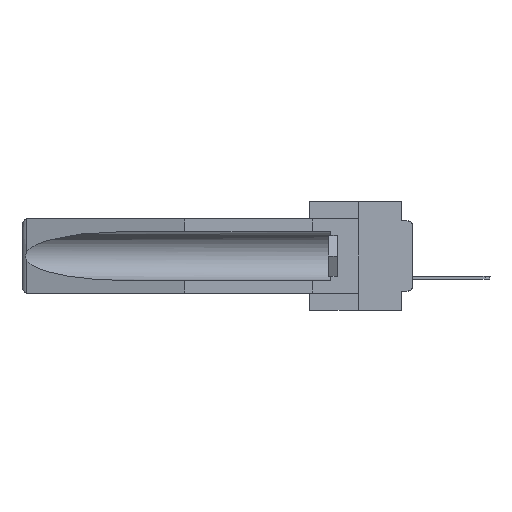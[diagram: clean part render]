
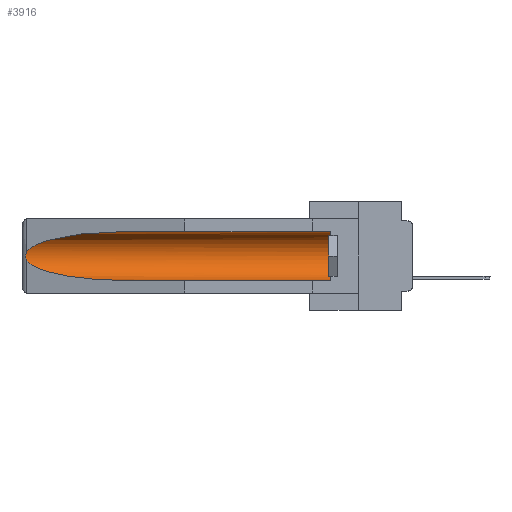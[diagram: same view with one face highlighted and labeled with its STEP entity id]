
A CAD part, left-side view. The second image highlights one B-rep face of the part: STEP entity #3916.
In plain terms, the highlighted cylindrical face has radius 2.857 mm (diameter 5.715 mm), a partial arc.
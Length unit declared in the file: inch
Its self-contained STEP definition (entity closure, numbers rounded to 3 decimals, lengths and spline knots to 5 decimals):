
#71 = CARTESIAN_POINT ( 'NONE',  ( 0.2673, 1.53269, -0.17917 ) ) ;
#175 = CARTESIAN_POINT ( 'NONE',  ( 0.26597, 1.52961, -0.15275 ) ) ;
#409 = VECTOR ( 'NONE', #25750, 39.37008 ) ;
#1114 = CARTESIAN_POINT ( 'NONE',  ( 0.26537, 1.52718, -0.19328 ) ) ;
#1348 = CARTESIAN_POINT ( 'NONE',  ( 0.25451, 1.48313, -0.24835 ) ) ;
#1735 = VERTEX_POINT ( 'NONE', #9360 ) ;
#2483 = CARTESIAN_POINT ( 'NONE',  ( 0.26597, 1.5296, -0.19026 ) ) ;
#2803 = CARTESIAN_POINT ( 'NONE',  ( 0.2675, 1.53308, -0.16763 ) ) ;
#3186 = EDGE_CURVE ( 'NONE', #31749, #25743, #29658, .T. ) ;
#3916 = ADVANCED_FACE ( 'NONE', ( #23817 ), #10757, .F. ) ;
#4071 = EDGE_CURVE ( 'NONE', #21443, #25743, #14031, .T. ) ;
#4329 = CARTESIAN_POINT ( 'NONE',  ( 0.155, 0.126, -0.284 ) ) ;
#5280 = CARTESIAN_POINT ( 'NONE',  ( 0.26654, 1.53092, -0.15636 ) ) ;
#5992 = EDGE_CURVE ( 'NONE', #31749, #30321, #24484, .T. ) ;
#6360 = CARTESIAN_POINT ( 'NONE',  ( 0.21114, 1.30732, -0.284 ) ) ;
#6519 = B_SPLINE_CURVE_WITH_KNOTS ( 'NONE', 3,
 ( #27315, #175, #5280, #15093, #2803, #26996, #71, #17274, #2483, #7431 ),
 .UNSPECIFIED., .F., .F.,
 ( 4, 2, 2, 2, 4 ),
 ( 0., 0.00029, 0.00058, 0.00087, 0.00117 ),
 .UNSPECIFIED. ) ;
#7216 = DIRECTION ( 'NONE',  ( 0., 0., 1. ) ) ;
#7269 = VERTEX_POINT ( 'NONE', #16439 ) ;
#7431 = CARTESIAN_POINT ( 'NONE',  ( 0.26537, 1.52718, -0.19328 ) ) ;
#8355 = ORIENTED_EDGE ( 'NONE', *, *, #22903, .T. ) ;
#9360 = CARTESIAN_POINT ( 'NONE',  ( 0.26537, 1.52718, -0.14972 ) ) ;
#9562 = ORIENTED_EDGE ( 'NONE', *, *, #3186, .F. ) ;
#9895 =( BOUNDED_CURVE ( )  B_SPLINE_CURVE ( 3, ( #29469, #11926, #14419, #17123 ),
 .UNSPECIFIED., .F., .F. ) 
 B_SPLINE_CURVE_WITH_KNOTS ( ( 4, 4 ),
 ( 4.71239, 6.08839 ),
 .UNSPECIFIED. ) 
 CURVE ( )  GEOMETRIC_REPRESENTATION_ITEM ( )  RATIONAL_B_SPLINE_CURVE ( ( 1., 0.848, 0.848, 1. ) ) 
 REPRESENTATION_ITEM ( '' )  );
#10121 = EDGE_CURVE ( 'NONE', #1735, #21443, #6519, .T. ) ;
#10416 = VECTOR ( 'NONE', #20606, 39.37008 ) ;
#10757 = CYLINDRICAL_SURFACE ( 'NONE', #24285, 0.1125 ) ;
#10867 = CARTESIAN_POINT ( 'NONE',  ( 0.155, 0.126, -0.059 ) ) ;
#11926 = CARTESIAN_POINT ( 'NONE',  ( 0.21114, 1.30732, -0.059 ) ) ;
#12421 = DIRECTION ( 'NONE',  ( 0., 1., 0. ) ) ;
#12735 = CARTESIAN_POINT ( 'NONE',  ( 0.155, -0.30754, -0.1715 ) ) ;
#12776 = CARTESIAN_POINT ( 'NONE',  ( 0.155, -0.30754, -0.284 ) ) ;
#13084 = ORIENTED_EDGE ( 'NONE', *, *, #10121, .T. ) ;
#13391 = CARTESIAN_POINT ( 'NONE',  ( 0.26537, 1.52718, -0.19328 ) ) ;
#13580 = CARTESIAN_POINT ( 'NONE',  ( 0.155, 1.07973, -0.284 ) ) ;
#13759 = EDGE_LOOP ( 'NONE', ( #8355, #13084, #25413, #9562, #17061, #16744 ) ) ;
#14031 =( BOUNDED_CURVE ( )  B_SPLINE_CURVE ( 3, ( #1114, #1348, #6360, #13580 ),
 .UNSPECIFIED., .F., .F. ) 
 B_SPLINE_CURVE_WITH_KNOTS ( ( 4, 4 ),
 ( 0.1948, 1.5708 ),
 .UNSPECIFIED. ) 
 CURVE ( )  GEOMETRIC_REPRESENTATION_ITEM ( )  RATIONAL_B_SPLINE_CURVE ( ( 1., 0.848, 0.848, 1. ) ) 
 REPRESENTATION_ITEM ( '' )  );
#14419 = CARTESIAN_POINT ( 'NONE',  ( 0.25451, 1.48313, -0.09465 ) ) ;
#14906 = DIRECTION ( 'NONE',  ( 0., 0., 1. ) ) ;
#14985 = CARTESIAN_POINT ( 'NONE',  ( 0.155, 0.126, -0.1715 ) ) ;
#15093 = CARTESIAN_POINT ( 'NONE',  ( 0.2673, 1.5327, -0.16383 ) ) ;
#16439 = CARTESIAN_POINT ( 'NONE',  ( 0.155, 1.07973, -0.059 ) ) ;
#16744 = ORIENTED_EDGE ( 'NONE', *, *, #17819, .T. ) ;
#17061 = ORIENTED_EDGE ( 'NONE', *, *, #5992, .T. ) ;
#17123 = CARTESIAN_POINT ( 'NONE',  ( 0.26537, 1.52718, -0.14972 ) ) ;
#17274 = CARTESIAN_POINT ( 'NONE',  ( 0.26655, 1.53094, -0.18657 ) ) ;
#17819 = EDGE_CURVE ( 'NONE', #30321, #7269, #27288, .T. ) ;
#18288 = CARTESIAN_POINT ( 'NONE',  ( 0.155, -0.30754, -0.059 ) ) ;
#20606 = DIRECTION ( 'NONE',  ( 0., 1., 0. ) ) ;
#21443 = VERTEX_POINT ( 'NONE', #13391 ) ;
#22903 = EDGE_CURVE ( 'NONE', #7269, #1735, #9895, .T. ) ;
#23817 = FACE_OUTER_BOUND ( 'NONE', #13759, .T. ) ;
#24285 = AXIS2_PLACEMENT_3D ( 'NONE', #12735, #12421, #14906 ) ;
#24484 = CIRCLE ( 'NONE', #25531, 0.1125 ) ;
#25413 = ORIENTED_EDGE ( 'NONE', *, *, #4071, .T. ) ;
#25531 = AXIS2_PLACEMENT_3D ( 'NONE', #14985, #26987, #7216 ) ;
#25743 = VERTEX_POINT ( 'NONE', #29665 ) ;
#25750 = DIRECTION ( 'NONE',  ( 0., 1., 0. ) ) ;
#26987 = DIRECTION ( 'NONE',  ( 0., -1., 0. ) ) ;
#26996 = CARTESIAN_POINT ( 'NONE',  ( 0.2675, 1.53308, -0.17534 ) ) ;
#27288 = LINE ( 'NONE', #18288, #409 ) ;
#27315 = CARTESIAN_POINT ( 'NONE',  ( 0.26537, 1.52718, -0.14972 ) ) ;
#29469 = CARTESIAN_POINT ( 'NONE',  ( 0.155, 1.07973, -0.059 ) ) ;
#29658 = LINE ( 'NONE', #12776, #10416 ) ;
#29665 = CARTESIAN_POINT ( 'NONE',  ( 0.155, 1.07973, -0.284 ) ) ;
#30321 = VERTEX_POINT ( 'NONE', #10867 ) ;
#31749 = VERTEX_POINT ( 'NONE', #4329 ) ;
